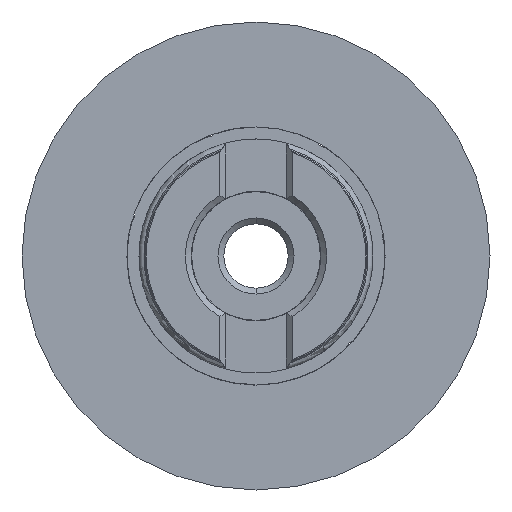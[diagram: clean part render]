
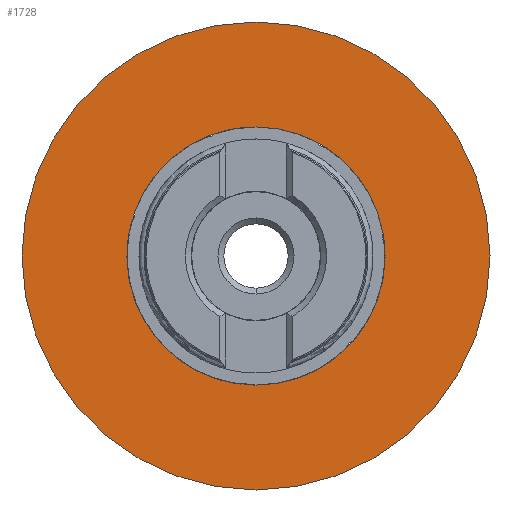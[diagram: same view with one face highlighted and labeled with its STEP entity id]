
A CAD part, left-side view. The second image highlights one B-rep face of the part: STEP entity #1728.
In plain terms, the highlighted planar face has unit normal (-1, 0, 0).
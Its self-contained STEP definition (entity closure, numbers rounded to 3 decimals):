
#188 = AXIS2_PLACEMENT_3D ( 'NONE', #2789, #5372, #3730 ) ;
#197 = VERTEX_POINT ( 'NONE', #3235 ) ;
#261 = CARTESIAN_POINT ( 'NONE',  ( -1.4, 0., 22.059 ) ) ;
#344 = EDGE_CURVE ( 'NONE', #197, #4941, #3288, .T. ) ;
#462 = CARTESIAN_POINT ( 'NONE',  ( -1.4, -22.059, 0. ) ) ;
#589 = FACE_OUTER_BOUND ( 'NONE', #5008, .T. ) ;
#666 = CARTESIAN_POINT ( 'NONE',  ( -1.4, 0., 0. ) ) ;
#1048 = FACE_BOUND ( 'NONE', #5270, .T. ) ;
#1244 = PLANE ( 'NONE',  #4949 ) ;
#1248 = DIRECTION ( 'NONE',  ( 0., 0., -1. ) ) ;
#1450 = AXIS2_PLACEMENT_3D ( 'NONE', #3488, #1823, #3122 ) ;
#1534 = EDGE_CURVE ( 'NONE', #3066, #3116, #5371, .T. ) ;
#1728 = ADVANCED_FACE ( 'NONE', ( #589, #1048 ), #1244, .F. ) ;
#1823 = DIRECTION ( 'NONE',  ( 1., 0., 0. ) ) ;
#2374 = AXIS2_PLACEMENT_3D ( 'NONE', #666, #3891, #4162 ) ;
#2789 = CARTESIAN_POINT ( 'NONE',  ( -1.4, 0., 0. ) ) ;
#2913 = CARTESIAN_POINT ( 'NONE',  ( -1.4, 0., -22.059 ) ) ;
#2915 = CIRCLE ( 'NONE', #188, 22.059 ) ;
#3066 = VERTEX_POINT ( 'NONE', #261 ) ;
#3116 = VERTEX_POINT ( 'NONE', #2913 ) ;
#3122 = DIRECTION ( 'NONE',  ( 0., 0., -1. ) ) ;
#3235 = CARTESIAN_POINT ( 'NONE',  ( -1.4, 0., -40. ) ) ;
#3288 = CIRCLE ( 'NONE', #3850, 40. ) ;
#3488 = CARTESIAN_POINT ( 'NONE',  ( -1.4, 0., 0. ) ) ;
#3621 = EDGE_CURVE ( 'NONE', #4941, #197, #4982, .T. ) ;
#3656 = ORIENTED_EDGE ( 'NONE', *, *, #4237, .T. ) ;
#3700 = ORIENTED_EDGE ( 'NONE', *, *, #1534, .T. ) ;
#3730 = DIRECTION ( 'NONE',  ( 0., 0., -1. ) ) ;
#3827 = CARTESIAN_POINT ( 'NONE',  ( -1.4, 0., 0. ) ) ;
#3850 = AXIS2_PLACEMENT_3D ( 'NONE', #3827, #5083, #1248 ) ;
#3872 = ORIENTED_EDGE ( 'NONE', *, *, #3621, .F. ) ;
#3891 = DIRECTION ( 'NONE',  ( 1., 0., 0. ) ) ;
#4162 = DIRECTION ( 'NONE',  ( 0., 0., -1. ) ) ;
#4237 = EDGE_CURVE ( 'NONE', #3116, #3066, #2915, .T. ) ;
#4487 = ORIENTED_EDGE ( 'NONE', *, *, #344, .F. ) ;
#4597 = DIRECTION ( 'NONE',  ( 1., 0., 0. ) ) ;
#4616 = DIRECTION ( 'NONE',  ( 0., 0., -1. ) ) ;
#4639 = CARTESIAN_POINT ( 'NONE',  ( -1.4, 0., 40. ) ) ;
#4941 = VERTEX_POINT ( 'NONE', #4639 ) ;
#4949 = AXIS2_PLACEMENT_3D ( 'NONE', #462, #4597, #4616 ) ;
#4982 = CIRCLE ( 'NONE', #2374, 40. ) ;
#5008 = EDGE_LOOP ( 'NONE', ( #4487, #3872 ) ) ;
#5083 = DIRECTION ( 'NONE',  ( 1., 0., 0. ) ) ;
#5270 = EDGE_LOOP ( 'NONE', ( #3656, #3700 ) ) ;
#5371 = CIRCLE ( 'NONE', #1450, 22.059 ) ;
#5372 = DIRECTION ( 'NONE',  ( 1., 0., 0. ) ) ;
